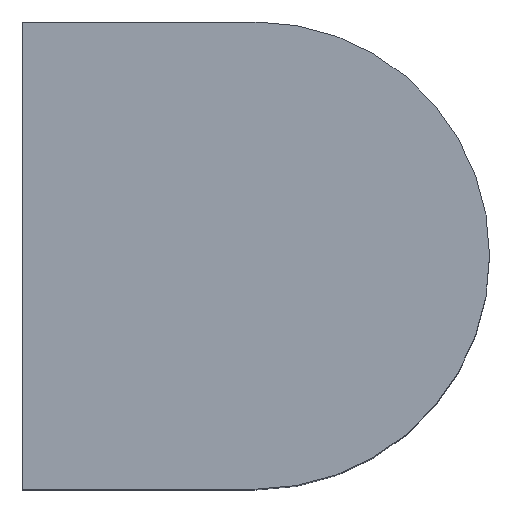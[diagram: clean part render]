
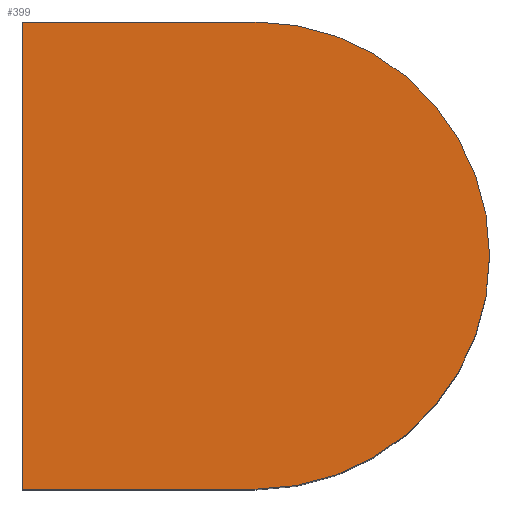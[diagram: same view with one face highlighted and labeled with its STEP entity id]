
A CAD part, top view. The second image highlights one B-rep face of the part: STEP entity #399.
In plain terms, the highlighted planar face has unit normal (0, 0, 1).
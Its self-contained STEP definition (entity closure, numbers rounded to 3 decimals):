
#146=DIRECTION('',(0.,1.,0.));
#147=VECTOR('',#146,6.);
#148=CARTESIAN_POINT('',(0.,-3.,6.5));
#149=LINE('',#148,#147);
#198=DIRECTION('',(1.,0.,0.));
#199=VECTOR('',#198,3.);
#200=CARTESIAN_POINT('',(0.,3.,6.5));
#201=LINE('',#200,#199);
#233=DIRECTION('',(-1.,0.,0.));
#234=VECTOR('',#233,3.);
#235=CARTESIAN_POINT('',(3.,-3.,6.5));
#236=LINE('',#235,#234);
#240=CARTESIAN_POINT('',(3.,0.,6.5));
#241=DIRECTION('',(0.,0.,1.));
#242=DIRECTION('',(0.,-1.,0.));
#243=AXIS2_PLACEMENT_3D('',#240,#241,#242);
#254=CARTESIAN_POINT('',(3.,3.,6.5));
#255=VERTEX_POINT('',#254);
#256=CARTESIAN_POINT('',(3.,-3.,6.5));
#257=VERTEX_POINT('',#256);
#258=CARTESIAN_POINT('',(0.,-3.,6.5));
#259=VERTEX_POINT('',#258);
#262=CARTESIAN_POINT('',(0.,3.,6.5));
#263=VERTEX_POINT('',#262);
#388=CARTESIAN_POINT('',(2.292,0.,6.5));
#389=DIRECTION('',(0.,0.,1.));
#390=DIRECTION('',(1.,0.,0.));
#391=AXIS2_PLACEMENT_3D('',#388,#389,#390);
#392=PLANE('',#391);
#393=ORIENTED_EDGE('',*,*,#355,.T.);
#394=ORIENTED_EDGE('',*,*,#369,.F.);
#395=ORIENTED_EDGE('',*,*,#382,.T.);
#396=ORIENTED_EDGE('',*,*,#297,.T.);
#397=EDGE_LOOP('',(#393,#394,#395,#396));
#398=FACE_OUTER_BOUND('',#397,.F.);
#244=CIRCLE('',#243,3.);
#297=EDGE_CURVE('',#259,#263,#149,.T.);
#355=EDGE_CURVE('',#263,#255,#201,.T.);
#369=EDGE_CURVE('',#257,#255,#244,.T.);
#382=EDGE_CURVE('',#257,#259,#236,.T.);
#399=ADVANCED_FACE('',(#398),#392,.T.);
